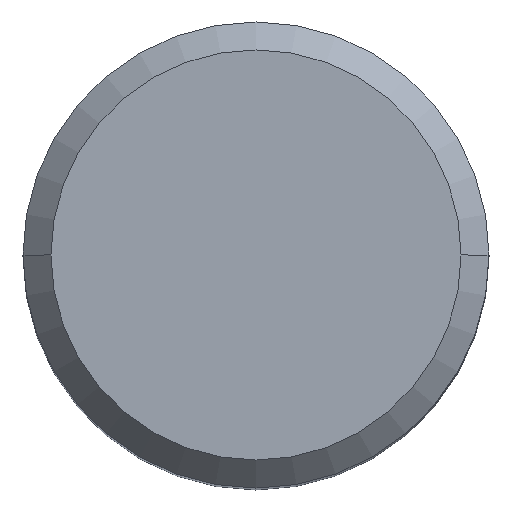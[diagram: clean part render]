
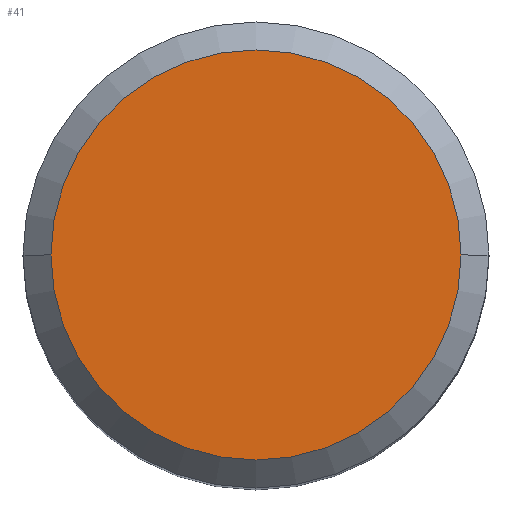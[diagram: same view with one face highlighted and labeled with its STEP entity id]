
A CAD part, top view. The second image highlights one B-rep face of the part: STEP entity #41.
In plain terms, the highlighted planar face has unit normal (0, 0, 1).
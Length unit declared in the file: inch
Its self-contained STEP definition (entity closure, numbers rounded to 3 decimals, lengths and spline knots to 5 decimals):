
#8 = PLANE ( 'NONE',  #272 ) ;
#13 = CARTESIAN_POINT ( 'NONE',  ( 0., 0.11, 0. ) ) ;
#41 = ADVANCED_FACE ( 'NONE', ( #201 ), #8, .F. ) ;
#51 = DIRECTION ( 'NONE',  ( -1., 0., 0. ) ) ;
#81 = VERTEX_POINT ( 'NONE', #84 ) ;
#84 = CARTESIAN_POINT ( 'NONE',  ( -0.11, 0., 0. ) ) ;
#130 = CARTESIAN_POINT ( 'NONE',  ( 0.11, 0., 0. ) ) ;
#140 = CARTESIAN_POINT ( 'NONE',  ( 0., 0., 0. ) ) ;
#154 = ORIENTED_EDGE ( 'NONE', *, *, #198, .T. ) ;
#198 = EDGE_CURVE ( 'NONE', #429, #81, #203, .T. ) ;
#201 = FACE_OUTER_BOUND ( 'NONE', #388, .T. ) ;
#203 = CIRCLE ( 'NONE', #211, 0.11 ) ;
#211 = AXIS2_PLACEMENT_3D ( 'NONE', #140, #381, #460 ) ;
#222 = AXIS2_PLACEMENT_3D ( 'NONE', #304, #308, #373 ) ;
#272 = AXIS2_PLACEMENT_3D ( 'NONE', #13, #328, #51 ) ;
#304 = CARTESIAN_POINT ( 'NONE',  ( 0., 0., 0. ) ) ;
#308 = DIRECTION ( 'NONE',  ( 0., 0., 1. ) ) ;
#328 = DIRECTION ( 'NONE',  ( 0., 0., -1. ) ) ;
#332 = ORIENTED_EDGE ( 'NONE', *, *, #377, .T. ) ;
#373 = DIRECTION ( 'NONE',  ( 1., 0., 0. ) ) ;
#377 = EDGE_CURVE ( 'NONE', #81, #429, #413, .T. ) ;
#381 = DIRECTION ( 'NONE',  ( 0., 0., 1. ) ) ;
#388 = EDGE_LOOP ( 'NONE', ( #332, #154 ) ) ;
#413 = CIRCLE ( 'NONE', #222, 0.11 ) ;
#429 = VERTEX_POINT ( 'NONE', #130 ) ;
#460 = DIRECTION ( 'NONE',  ( 1., 0., 0. ) ) ;
